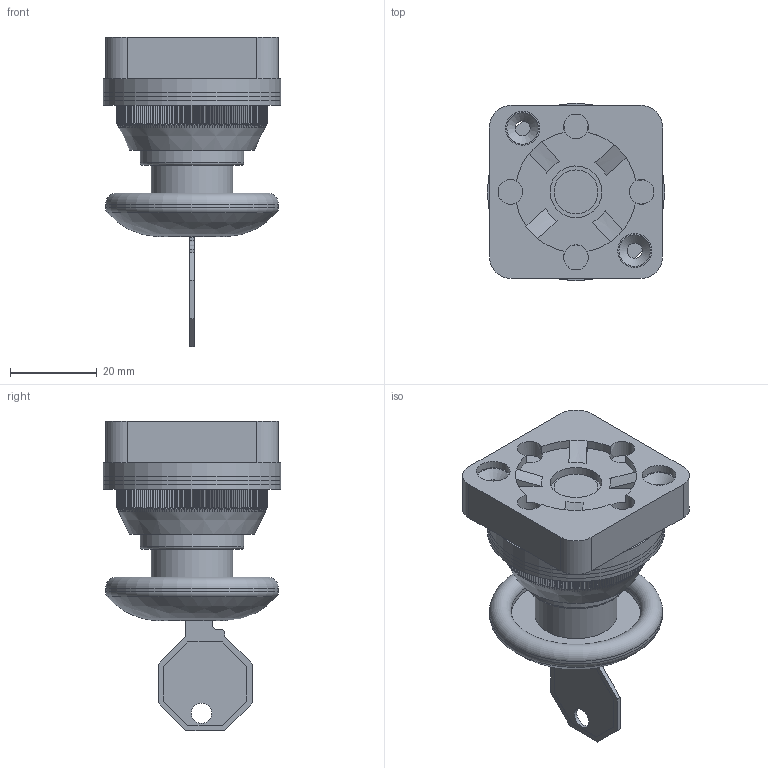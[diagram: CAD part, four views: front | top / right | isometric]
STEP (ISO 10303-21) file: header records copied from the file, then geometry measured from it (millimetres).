
FILE_DESCRIPTION((''),'2;1');
FILE_NAME('AMLKBx.stp','2007-11-20T11:31:59',('Philipp'),(''),'Autodesk Inventor 2008','Autodesk Inventor 2008','');
FILE_SCHEMA(('AUTOMOTIVE_DESIGN { 1 0 10303 214 1 1 1 1 }'));
Length unit declared in the file: inch
Products named in the file (7): AMLKBx; base; rubber_gasket_3mm; rubber_gasket_1mm; cap; mushroom; 2KY455
Assembly tree (8 placements, depth 2):
  AMLKBx
    base
    rubber_gasket_3mm
    rubber_gasket_1mm  x3
    cap
    mushroom
    2KY455
Bounding box: 41 x 41 x 71.41 mm (x, y, z)
Volume: 41400.9 mm3; surface area: 25245.4 mm2
Topology: 8 solids, 8 shells, 717 faces, 2037 edges, 1353 vertices
Faces by surface type: plane 452, cylinder 228, bspline 19, torus 11, cone 7
Full cylindrical faces by diameter (mm): 3.5 x1, 5.75 x2, 7.85 x1, 10.15 x1, 12 x1, 14.5 x1, 14.75 x1, 16.25 x2, 18.9 x1, 19 x1, 24 x2, 24.5 x1, 30 x3, 30.5 x4, 31 x1, 40 x1, 41 x4
Entity records: 23029 total; most frequent: CARTESIAN_POINT 5085, ORIENTED_EDGE 3960, DIRECTION 3497, EDGE_CURVE 1980, VERTEX_POINT 1337, AXIS2_PLACEMENT_3D 1196, VECTOR 1105, LINE 1105
